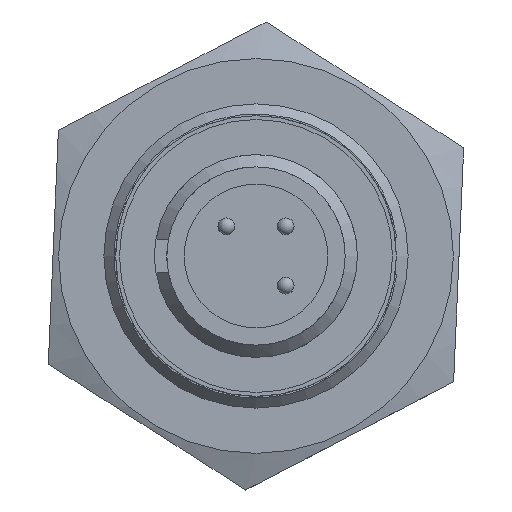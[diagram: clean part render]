
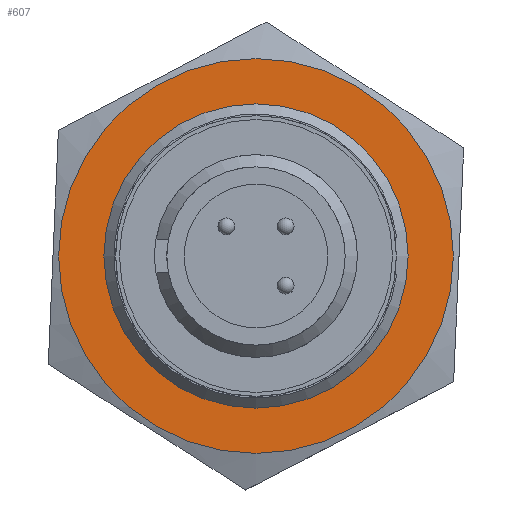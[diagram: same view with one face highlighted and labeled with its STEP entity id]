
A CAD part, left-side view. The second image highlights one B-rep face of the part: STEP entity #607.
In plain terms, the highlighted planar face has unit normal (-1, 0, 0).
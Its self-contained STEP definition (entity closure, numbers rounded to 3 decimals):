
#26 = AXIS2_PLACEMENT_3D ( 'NONE', #2454, #2415, #2423 ) ;
#35 = CIRCLE ( 'NONE', #38, 11.679 ) ;
#38 = AXIS2_PLACEMENT_3D ( 'NONE', #1869, #1883, #1880 ) ;
#58 = CIRCLE ( 'NONE', #78, 8.5 ) ;
#78 = AXIS2_PLACEMENT_3D ( 'NONE', #2396, #2392, #2388 ) ;
#175 = EDGE_LOOP ( 'NONE', ( #1965 ) ) ;
#176 = EDGE_LOOP ( 'NONE', ( #1982 ) ) ;
#607 = ADVANCED_FACE ( 'NONE', ( #2173, #2174 ), #2401, .F. ) ;
#619 = EDGE_CURVE ( 'NONE', #2296, #2296, #58, .T. ) ;
#631 = EDGE_CURVE ( 'NONE', #2301, #2301, #35, .T. ) ;
#1306 = CARTESIAN_POINT ( 'NONE',  ( 15., 0., -8.5 ) ) ;
#1311 = CARTESIAN_POINT ( 'NONE',  ( 15., 0., -11.679 ) ) ;
#1869 = CARTESIAN_POINT ( 'NONE',  ( 15., 0., 0. ) ) ;
#1880 = DIRECTION ( 'NONE',  ( 0., 0., -1. ) ) ;
#1883 = DIRECTION ( 'NONE',  ( -1., 0., 0. ) ) ;
#1965 = ORIENTED_EDGE ( 'NONE', *, *, #631, .T. ) ;
#1982 = ORIENTED_EDGE ( 'NONE', *, *, #619, .T. ) ;
#2173 = FACE_OUTER_BOUND ( 'NONE', #175, .T. ) ;
#2174 = FACE_BOUND ( 'NONE', #176, .T. ) ;
#2296 = VERTEX_POINT ( 'NONE', #1306 ) ;
#2301 = VERTEX_POINT ( 'NONE', #1311 ) ;
#2388 = DIRECTION ( 'NONE',  ( 0., 0., -1. ) ) ;
#2392 = DIRECTION ( 'NONE',  ( 1., 0., 0. ) ) ;
#2396 = CARTESIAN_POINT ( 'NONE',  ( 15., 0., 0. ) ) ;
#2401 = PLANE ( 'NONE',  #26 ) ;
#2415 = DIRECTION ( 'NONE',  ( 1., 0., 0. ) ) ;
#2423 = DIRECTION ( 'NONE',  ( 0., 0., -1. ) ) ;
#2454 = CARTESIAN_POINT ( 'NONE',  ( 15., 11.691, 7.438 ) ) ;
